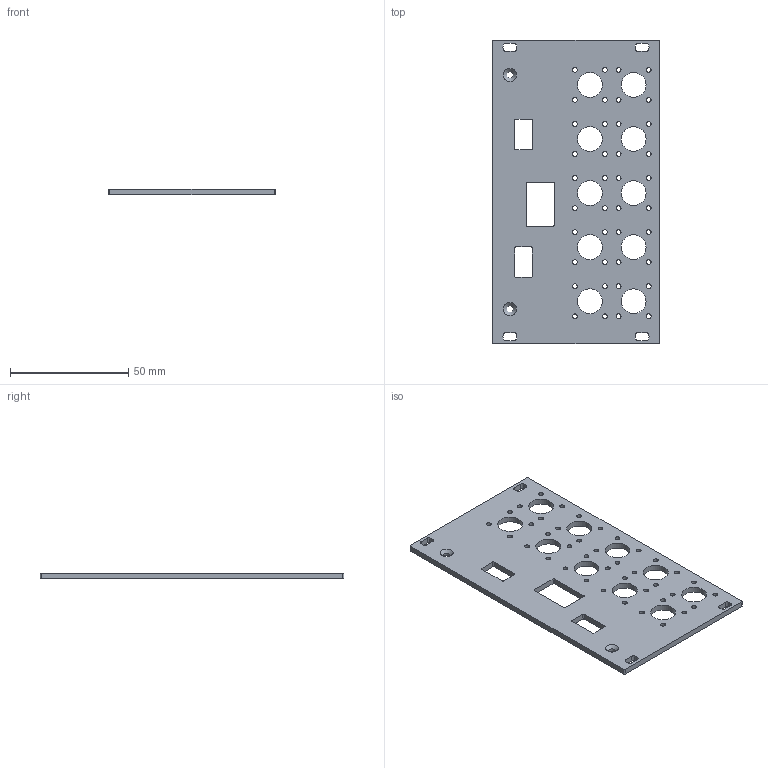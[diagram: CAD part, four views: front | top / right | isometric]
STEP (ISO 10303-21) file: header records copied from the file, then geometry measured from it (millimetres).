
FILE_DESCRIPTION(/* description */ ('Open CASCADE Model'),/* implementation_level */ '2;1');
FILE_NAME(/* name */ 'RP_IntStab.stp',/* time_stamp */ '2020-10-30T12:04:31+01:00',/* author */ ('Tilman Preuschoff'),/* organization */ ('Open CASCADE'),/* preprocessor_version */ 'ST-DEVELOPER v18',/* originating_system */ 'Autodesk Inventor 2020',/* authorisation */ 'Unknown');
FILE_SCHEMA (('AUTOMOTIVE_DESIGN { 1 0 10303 214 3 1 1 }'));
Length unit declared in the file: millimetre
Products named in the file (1): RP_IntStab
Bounding box: 70.78 x 128.4 x 2.5 mm (x, y, z)
Volume: 18968.2 mm3; surface area: 18190.4 mm2
Topology: 1 solids, 1 shells, 120 faces, 416 edges, 298 vertices
Faces by surface type: cylinder 92, plane 26, cone 2
Full cylindrical faces by diameter (mm): 2.013 x40, 2.9 x2, 10.5 x10
Entity records: 5003 total; most frequent: DIRECTION 908, CARTESIAN_POINT 835, ORIENTED_EDGE 832, EDGE_CURVE 416, AXIS2_PLACEMENT_3D 371, VERTEX_POINT 298, CIRCLE 250, EDGE_LOOP 238
